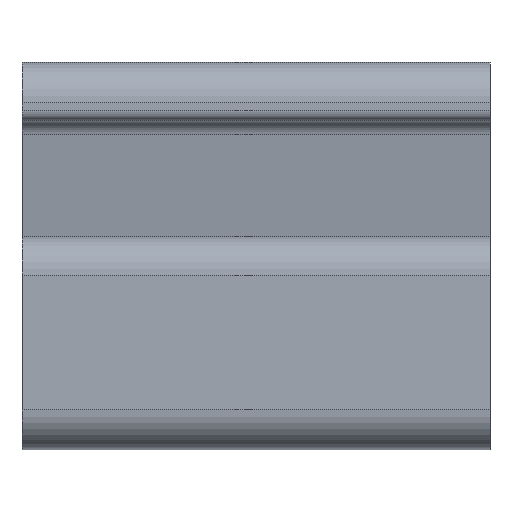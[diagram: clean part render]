
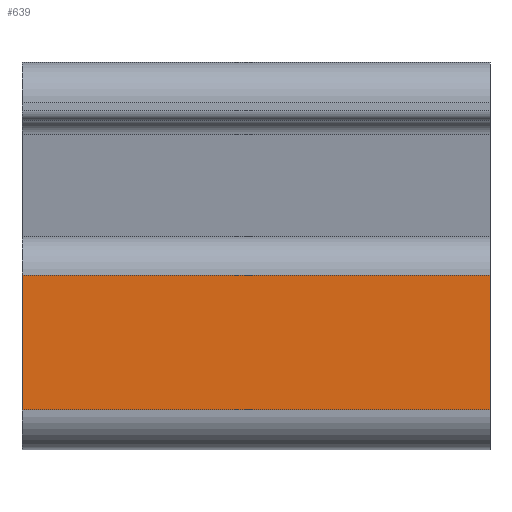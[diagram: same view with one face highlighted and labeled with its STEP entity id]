
A CAD part, top view. The second image highlights one B-rep face of the part: STEP entity #639.
In plain terms, the highlighted planar face has unit normal (0, 0, 1).
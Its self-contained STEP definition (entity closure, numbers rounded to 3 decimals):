
#218=CARTESIAN_POINT('',(76.2,54.047,157.69));
#219=VERTEX_POINT('',#218);
#227=CARTESIAN_POINT('',(76.2,32.14,157.69));
#228=VERTEX_POINT('',#227);
#229=CARTESIAN_POINT('',(76.2,32.14,157.69));
#230=DIRECTION('',(0.,1.,0.));
#231=VECTOR('',#230,21.908);
#232=LINE('',#229,#231);
#233=EDGE_CURVE('',#228,#219,#232,.T.);
#461=CARTESIAN_POINT('',(0.,32.14,157.69));
#462=VERTEX_POINT('',#461);
#470=CARTESIAN_POINT('',(0.,54.047,157.69));
#471=VERTEX_POINT('',#470);
#472=CARTESIAN_POINT('',(0.,32.14,157.69));
#473=DIRECTION('',(0.,1.,0.));
#474=VECTOR('',#473,21.908);
#475=LINE('',#472,#474);
#476=EDGE_CURVE('',#462,#471,#475,.T.);
#618=CARTESIAN_POINT('',(76.2,56.428,157.69));
#619=DIRECTION('',(0.,0.,1.));
#620=DIRECTION('',(1.,0.,0.));
#621=AXIS2_PLACEMENT_3D('',#618,#619,#620);
#622=PLANE('',#621);
#623=ORIENTED_EDGE('',*,*,#476,.F.);
#624=CARTESIAN_POINT('',(0.,32.14,157.69));
#625=DIRECTION('',(1.,-0.,-0.));
#626=VECTOR('',#625,76.2);
#627=LINE('',#624,#626);
#628=EDGE_CURVE('',#462,#228,#627,.T.);
#629=ORIENTED_EDGE('',*,*,#628,.T.);
#630=ORIENTED_EDGE('',*,*,#233,.T.);
#631=CARTESIAN_POINT('',(76.2,54.047,157.69));
#632=DIRECTION('',(-1.,0.,0.));
#633=VECTOR('',#632,76.2);
#634=LINE('',#631,#633);
#635=EDGE_CURVE('',#219,#471,#634,.T.);
#636=ORIENTED_EDGE('',*,*,#635,.T.);
#637=EDGE_LOOP('',(#623,#629,#630,#636));
#638=FACE_BOUND('',#637,.T.);
#639=ADVANCED_FACE('',(#638),#622,.T.);
